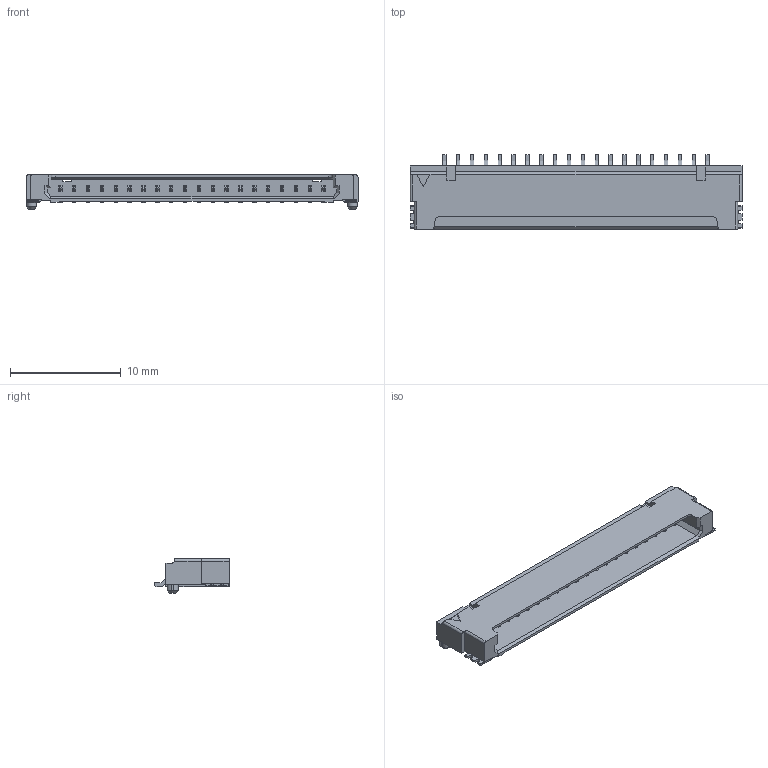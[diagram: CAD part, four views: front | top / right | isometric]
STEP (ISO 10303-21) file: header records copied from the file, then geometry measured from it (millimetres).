
FILE_DESCRIPTION(('CoCreate Modeling STEP Export'),'2;1');
FILE_NAME('DF14-20P-1.25H.stp','2010-11-04T 8:37:11',(''),(''),'CoCreate Modeling STEP processor for AP214 (Solid Model)','CoCreate Modeling 17.0 01-Apr-2010 (C) Parametric Technology GmbH','');
FILE_SCHEMA(('AUTOMOTIVE_DESIGN { 1 0 10303 214 1 1 1 1 }'));
Length unit declared in the file: millimetre
Products named in the file (1): DF14-20P-1.25H
Bounding box: 29.95 x 6.7 x 3.1 mm (x, y, z)
Volume: 211.3 mm3; surface area: 796.8 mm2
Topology: 1 solids, 1 shells, 672 faces, 1842 edges, 1212 vertices
Faces by surface type: plane 587, cylinder 73, cone 12
Entity records: 22210 total; most frequent: CARTESIAN_POINT 5336, ORIENTED_EDGE 3684, DIRECTION 3121, EDGE_CURVE 1842, VECTOR 1663, LINE 1663, VERTEX_POINT 1212, AXIS2_PLACEMENT_3D 729
